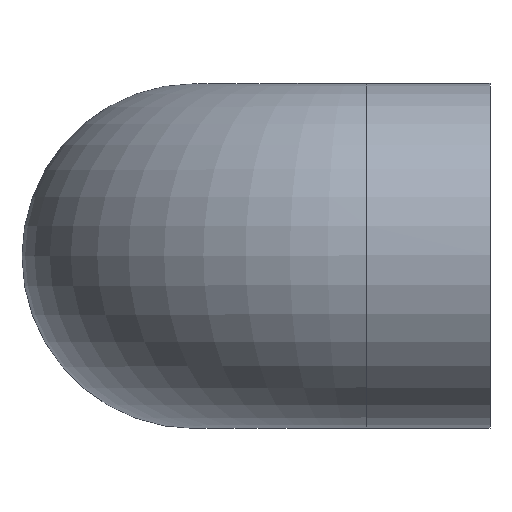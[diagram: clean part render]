
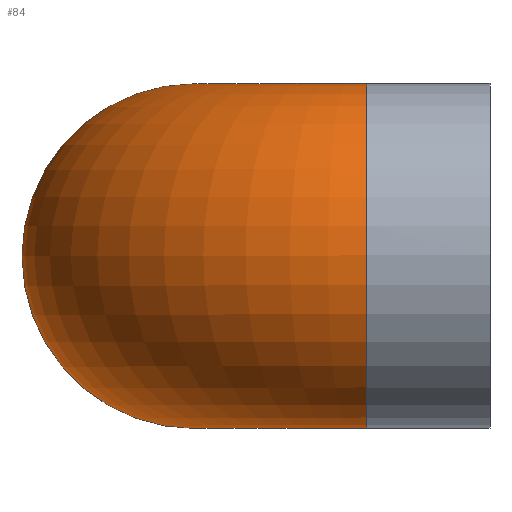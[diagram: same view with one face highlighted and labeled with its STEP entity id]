
A CAD part, top view. The second image highlights one B-rep face of the part: STEP entity #84.
In plain terms, the highlighted toroidal (fillet/blend) face has major radius 30.01 mm and minor radius 30 mm.
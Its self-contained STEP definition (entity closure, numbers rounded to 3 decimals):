
#84 = ADVANCED_FACE( '', ( #113, #114 ), #115, .T. );
#113 = FACE_OUTER_BOUND( '', #147, .T. );
#114 = FACE_OUTER_BOUND( '', #148, .T. );
#115 = TOROIDAL_SURFACE( '', #149, 30.01, 30. );
#147 = EDGE_LOOP( '', ( #202 ) );
#148 = EDGE_LOOP( '', ( #203, #204 ) );
#149 = AXIS2_PLACEMENT_3D( '', #205, #206, #207 );
#202 = ORIENTED_EDGE( '', *, *, #229, .T. );
#203 = ORIENTED_EDGE( '', *, *, #226, .F. );
#204 = ORIENTED_EDGE( '', *, *, #228, .F. );
#205 = CARTESIAN_POINT( '', ( 30.01, 0., -2.55 ) );
#206 = DIRECTION( '', ( 0., 1., 0. ) );
#207 = DIRECTION( '', ( 0., 0., 1. ) );
#226 = EDGE_CURVE( '', #245, #246, #248, .T. );
#228 = EDGE_CURVE( '', #246, #245, #250, .T. );
#229 = EDGE_CURVE( '', #251, #251, #252, .T. );
#245 = VERTEX_POINT( '', #489 );
#246 = VERTEX_POINT( '', #490 );
#248 = CIRCLE( '', #492, 30. );
#250 = CIRCLE( '', #494, 30. );
#251 = VERTEX_POINT( '', #495 );
#252 = CIRCLE( '', #496, 30. );
#489 = CARTESIAN_POINT( '', ( 30.01, 30., 27.48 ) );
#490 = CARTESIAN_POINT( '', ( 30.01, -30., 27.48 ) );
#492 = AXIS2_PLACEMENT_3D( '', #517, #518, #519 );
#494 = AXIS2_PLACEMENT_3D( '', #523, #524, #525 );
#495 = CARTESIAN_POINT( '', ( 30., 0., -2.55 ) );
#496 = AXIS2_PLACEMENT_3D( '', #526, #527, #528 );
#517 = CARTESIAN_POINT( '', ( 30.01, 0., 27.46 ) );
#518 = DIRECTION( '', ( 1., 0., 0. ) );
#519 = DIRECTION( '', ( 0., 0., -1. ) );
#523 = CARTESIAN_POINT( '', ( 30.01, 0., 27.46 ) );
#524 = DIRECTION( '', ( 1., 0., 0. ) );
#525 = DIRECTION( '', ( 0., 0., -1. ) );
#526 = CARTESIAN_POINT( '', ( 0., 0., -2.55 ) );
#527 = DIRECTION( '', ( 0., 0., 1. ) );
#528 = DIRECTION( '', ( 1., 0., 0. ) );
